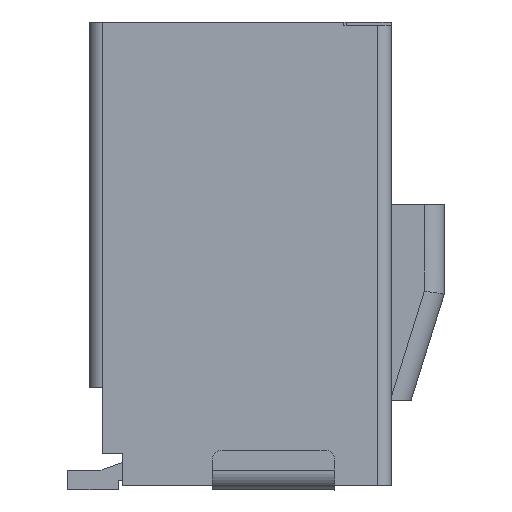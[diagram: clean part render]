
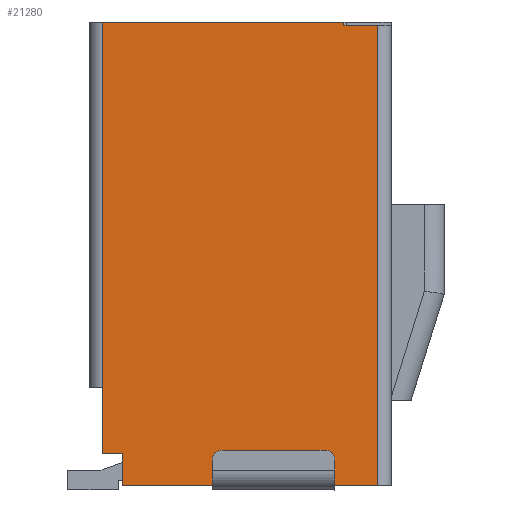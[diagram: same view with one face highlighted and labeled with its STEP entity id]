
A CAD part, front view. The second image highlights one B-rep face of the part: STEP entity #21280.
In plain terms, the highlighted planar face has unit normal (0, -1, 0).
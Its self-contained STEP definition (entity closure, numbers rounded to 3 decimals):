
#19990=CARTESIAN_POINT('',(-32.149,10.285,
123.61));
#20000=DIRECTION('',(0.,-1.,0.));
#20010=DIRECTION('',(-1.,0.,0.));
#20020=AXIS2_PLACEMENT_3D('',#19990,#20000,#20010);
#20030=PLANE('',#20020);
#20040=CARTESIAN_POINT('',(0.,10.285,130.765));
#20050=DIRECTION('',(1.,0.,-0.));
#20060=VECTOR('',#20050,1.);
#20070=LINE('',#20040,#20060);
#20080=CARTESIAN_POINT('',(-36.403,10.285,
130.765));
#20090=VERTEX_POINT('',#20080);
#20100=CARTESIAN_POINT('',(-32.763,10.285,
130.765));
#20110=VERTEX_POINT('',#20100);
#20120=EDGE_CURVE('',#20090,#20110,#20070,.T.);
#20130=ORIENTED_EDGE('',*,*,#20120,.F.);
#20140=CARTESIAN_POINT('',(-32.763,10.285,0.));
#20150=DIRECTION('',(0.,0.,1.));
#20160=VECTOR('',#20150,1.);
#20170=LINE('',#20140,#20160);
#20180=CARTESIAN_POINT('',(-32.763,10.285,
130.715));
#20190=VERTEX_POINT('',#20180);
#20200=EDGE_CURVE('',#20190,#20110,#20170,.T.);
#20210=ORIENTED_EDGE('',*,*,#20200,.T.);
#20220=CARTESIAN_POINT('',(0.,10.285,130.715));
#20230=DIRECTION('',(-1.,0.,0.));
#20240=VECTOR('',#20230,1.);
#20250=LINE('',#20220,#20240);
#20260=CARTESIAN_POINT('',(-32.253,10.285,
130.715));
#20270=VERTEX_POINT('',#20260);
#20280=EDGE_CURVE('',#20270,#20190,#20250,.T.);
#20290=ORIENTED_EDGE('',*,*,#20280,.T.);
#20300=CARTESIAN_POINT('',(-32.253,10.285,
130.715));
#20310=DIRECTION('',(0.,0.,-1.));
#20320=VECTOR('',#20310,1.);
#20330=LINE('',#20300,#20320);
#20340=CARTESIAN_POINT('',(-32.253,10.285,
123.785));
#20350=VERTEX_POINT('',#20340);
#20360=EDGE_CURVE('',#20270,#20350,#20330,.T.);
#20370=ORIENTED_EDGE('',*,*,#20360,.F.);
#20380=CARTESIAN_POINT('',(0.,10.285,123.785));
#20390=DIRECTION('',(-1.,0.,-0.));
#20400=VECTOR('',#20390,1.);
#20410=LINE('',#20380,#20400);
#20420=CARTESIAN_POINT('',(-32.898,10.285,
123.785));
#20430=VERTEX_POINT('',#20420);
#20440=EDGE_CURVE('',#20350,#20430,#20410,.T.);
#20450=ORIENTED_EDGE('',*,*,#20440,.F.);
#20460=CARTESIAN_POINT('',(-32.898,10.285,0.));
#20470=DIRECTION('',(0.,0.,1.));
#20480=VECTOR('',#20470,1.);
#20490=LINE('',#20460,#20480);
#20500=CARTESIAN_POINT('',(-32.898,10.285,
124.165));
#20510=VERTEX_POINT('',#20500);
#20520=EDGE_CURVE('',#20430,#20510,#20490,.T.);
#20530=ORIENTED_EDGE('',*,*,#20520,.F.);
#20540=CARTESIAN_POINT('',(-33.048,10.285,
124.165));
#20550=DIRECTION('',(0.,-1.,0.));
#20560=DIRECTION('',(-1.,0.,0.));
#20570=AXIS2_PLACEMENT_3D('',#20540,#20550,#20560);
#20580=CIRCLE('',#20570,0.15);
#20590=CARTESIAN_POINT('',(-33.048,10.285,
124.315));
#20600=VERTEX_POINT('',#20590);
#20610=EDGE_CURVE('',#20510,#20600,#20580,.T.);
#20620=ORIENTED_EDGE('',*,*,#20610,.F.);
#20630=CARTESIAN_POINT('',(0.,10.285,124.315));
#20640=DIRECTION('',(1.,0.,0.));
#20650=VECTOR('',#20640,1.);
#20660=LINE('',#20630,#20650);
#20670=CARTESIAN_POINT('',(-34.598,10.285,
124.315));
#20680=VERTEX_POINT('',#20670);
#20690=EDGE_CURVE('',#20680,#20600,#20660,.T.);
#20700=ORIENTED_EDGE('',*,*,#20690,.T.);
#20710=CARTESIAN_POINT('',(-34.598,10.285,
124.165));
#20720=DIRECTION('',(0.,1.,0.));
#20730=DIRECTION('',(1.,-0.,0.));
#20740=AXIS2_PLACEMENT_3D('',#20710,#20720,#20730);
#20750=CIRCLE('',#20740,0.15);
#20760=CARTESIAN_POINT('',(-34.748,10.285,
124.165));
#20770=VERTEX_POINT('',#20760);
#20780=EDGE_CURVE('',#20770,#20680,#20750,.T.);
#20790=ORIENTED_EDGE('',*,*,#20780,.T.);
#20800=CARTESIAN_POINT('',(-34.748,10.285,0.));
#20810=DIRECTION('',(0.,0.,-1.));
#20820=VECTOR('',#20810,1.);
#20830=LINE('',#20800,#20820);
#20840=CARTESIAN_POINT('',(-34.748,10.285,
123.785));
#20850=VERTEX_POINT('',#20840);
#20860=EDGE_CURVE('',#20770,#20850,#20830,.T.);
#20870=ORIENTED_EDGE('',*,*,#20860,.F.);
#20880=CARTESIAN_POINT('',(0.,10.285,123.785));
#20890=DIRECTION('',(1.,0.,0.));
#20900=VECTOR('',#20890,1.);
#20910=LINE('',#20880,#20900);
#20920=CARTESIAN_POINT('',(-36.093,10.285,
123.785));
#20930=VERTEX_POINT('',#20920);
#20940=EDGE_CURVE('',#20930,#20850,#20910,.T.);
#20950=ORIENTED_EDGE('',*,*,#20940,.T.);
#20960=CARTESIAN_POINT('',(-36.093,10.285,0.));
#20970=DIRECTION('',(0.,0.,-1.));
#20980=VECTOR('',#20970,1.);
#20990=LINE('',#20960,#20980);
#21000=CARTESIAN_POINT('',(-36.093,10.285,
124.265));
#21010=VERTEX_POINT('',#21000);
#21020=EDGE_CURVE('',#21010,#20930,#20990,.T.);
#21030=ORIENTED_EDGE('',*,*,#21020,.T.);
#21040=CARTESIAN_POINT('',(0.,10.285,124.265));
#21050=DIRECTION('',(-1.,0.,-0.));
#21060=VECTOR('',#21050,1.);
#21070=LINE('',#21040,#21060);
#21080=CARTESIAN_POINT('',(-36.403,10.285,
124.265));
#21090=VERTEX_POINT('',#21080);
#21100=EDGE_CURVE('',#21010,#21090,#21070,.T.);
#21110=ORIENTED_EDGE('',*,*,#21100,.F.);
#21120=CARTESIAN_POINT('',(-36.403,10.285,0.));
#21130=DIRECTION('',(-0.,0.,1.));
#21140=VECTOR('',#21130,1.);
#21150=LINE('',#21120,#21140);
#21160=CARTESIAN_POINT('',(-36.403,10.285,
125.265));
#21170=VERTEX_POINT('',#21160);
#21180=EDGE_CURVE('',#21090,#21170,#21150,.T.);
#21190=ORIENTED_EDGE('',*,*,#21180,.F.);
#21200=CARTESIAN_POINT('',(-36.403,10.285,
130.903));
#21210=DIRECTION('',(0.,0.,-1.));
#21220=VECTOR('',#21210,1.);
#21230=LINE('',#21200,#21220);
#21240=EDGE_CURVE('',#20090,#21170,#21230,.T.);
#21250=ORIENTED_EDGE('',*,*,#21240,.T.);
#21260=EDGE_LOOP('',(#21250,#21190,#21110,#21030,#20950,#20870,#20790,
#20700,#20620,#20530,#20450,#20370,#20290,#20210,#20130));
#21270=FACE_OUTER_BOUND('',#21260,.T.);
#21280=ADVANCED_FACE('',(#21270),#20030,.T.);
